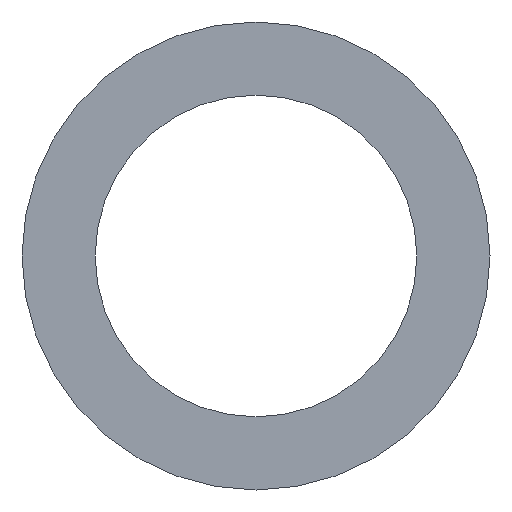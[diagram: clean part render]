
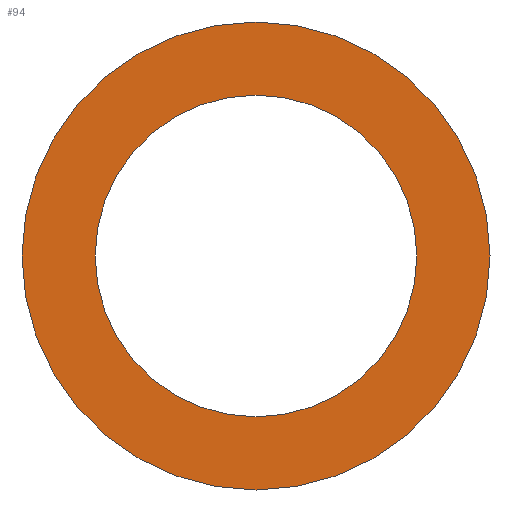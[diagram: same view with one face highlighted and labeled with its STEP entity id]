
A CAD part, front view. The second image highlights one B-rep face of the part: STEP entity #94.
In plain terms, the highlighted planar face has unit normal (0, -1, 0).
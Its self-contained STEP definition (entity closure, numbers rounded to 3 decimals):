
#2 = EDGE_CURVE ( 'NONE', #15, #241, #238, .T. ) ;
#14 = EDGE_LOOP ( 'NONE', ( #243, #131 ) ) ;
#15 = VERTEX_POINT ( 'NONE', #60 ) ;
#18 = ORIENTED_EDGE ( 'NONE', *, *, #103, .T. ) ;
#23 = DIRECTION ( 'NONE',  ( 0., 1., 0. ) ) ;
#24 = FACE_BOUND ( 'NONE', #193, .T. ) ;
#28 = AXIS2_PLACEMENT_3D ( 'NONE', #211, #80, #155 ) ;
#36 = DIRECTION ( 'NONE',  ( 0., 0., 1. ) ) ;
#37 = FACE_OUTER_BOUND ( 'NONE', #14, .T. ) ;
#60 = CARTESIAN_POINT ( 'NONE',  ( 0., 0., -160. ) ) ;
#61 = DIRECTION ( 'NONE',  ( 0., 1., 0. ) ) ;
#72 = EDGE_CURVE ( 'NONE', #128, #226, #88, .T. ) ;
#80 = DIRECTION ( 'NONE',  ( 0., 1., 0. ) ) ;
#81 = AXIS2_PLACEMENT_3D ( 'NONE', #135, #197, #232 ) ;
#88 = CIRCLE ( 'NONE', #28, 110. ) ;
#93 = CARTESIAN_POINT ( 'NONE',  ( 0., 0., 0. ) ) ;
#94 = ADVANCED_FACE ( 'NONE', ( #37, #24 ), #96, .F. ) ;
#96 = PLANE ( 'NONE',  #246 ) ;
#103 = EDGE_CURVE ( 'NONE', #226, #128, #169, .T. ) ;
#112 = DIRECTION ( 'NONE',  ( 0., 0., 1. ) ) ;
#119 = CIRCLE ( 'NONE', #208, 160. ) ;
#128 = VERTEX_POINT ( 'NONE', #137 ) ;
#131 = ORIENTED_EDGE ( 'NONE', *, *, #180, .F. ) ;
#132 = AXIS2_PLACEMENT_3D ( 'NONE', #227, #133, #36 ) ;
#133 = DIRECTION ( 'NONE',  ( 0., 1., 0. ) ) ;
#135 = CARTESIAN_POINT ( 'NONE',  ( 0., 0., 0. ) ) ;
#137 = CARTESIAN_POINT ( 'NONE',  ( 0., 0., 110. ) ) ;
#141 = DIRECTION ( 'NONE',  ( 0., 0., 1. ) ) ;
#152 = ORIENTED_EDGE ( 'NONE', *, *, #72, .T. ) ;
#155 = DIRECTION ( 'NONE',  ( 0., 0., 1. ) ) ;
#158 = CARTESIAN_POINT ( 'NONE',  ( 0., 0., 0. ) ) ;
#161 = CARTESIAN_POINT ( 'NONE',  ( 0., 0., -110. ) ) ;
#169 = CIRCLE ( 'NONE', #81, 110. ) ;
#180 = EDGE_CURVE ( 'NONE', #241, #15, #119, .T. ) ;
#193 = EDGE_LOOP ( 'NONE', ( #18, #152 ) ) ;
#197 = DIRECTION ( 'NONE',  ( 0., 1., 0. ) ) ;
#204 = CARTESIAN_POINT ( 'NONE',  ( 0., 0., 160. ) ) ;
#208 = AXIS2_PLACEMENT_3D ( 'NONE', #93, #61, #141 ) ;
#211 = CARTESIAN_POINT ( 'NONE',  ( 0., 0., 0. ) ) ;
#226 = VERTEX_POINT ( 'NONE', #161 ) ;
#227 = CARTESIAN_POINT ( 'NONE',  ( 0., 0., 0. ) ) ;
#232 = DIRECTION ( 'NONE',  ( 0., 0., 1. ) ) ;
#238 = CIRCLE ( 'NONE', #132, 160. ) ;
#241 = VERTEX_POINT ( 'NONE', #204 ) ;
#243 = ORIENTED_EDGE ( 'NONE', *, *, #2, .F. ) ;
#246 = AXIS2_PLACEMENT_3D ( 'NONE', #158, #23, #112 ) ;
